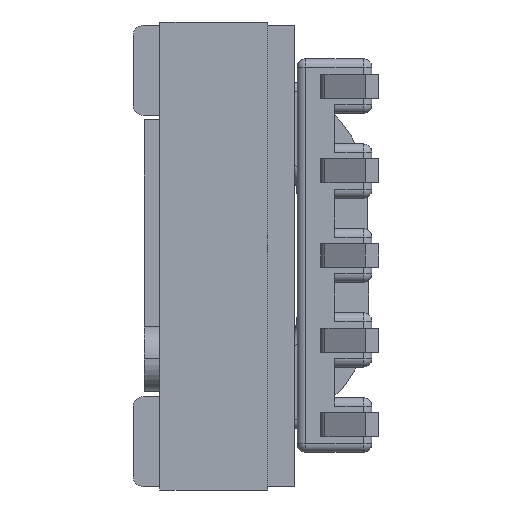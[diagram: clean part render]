
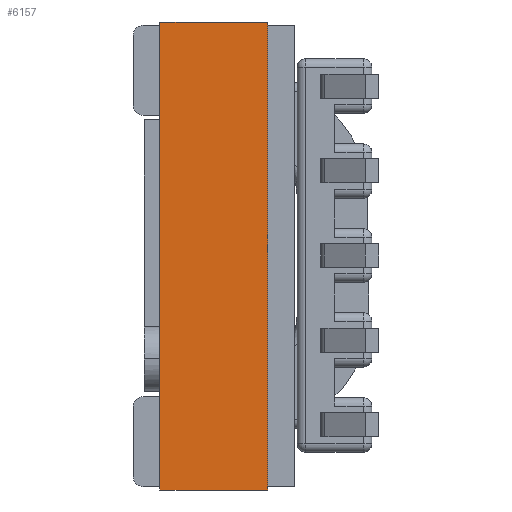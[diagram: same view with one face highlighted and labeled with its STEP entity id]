
A CAD part, left-side view. The second image highlights one B-rep face of the part: STEP entity #6157.
In plain terms, the highlighted planar face has unit normal (-1, 0, 0).
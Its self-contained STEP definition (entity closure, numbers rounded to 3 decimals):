
#232 = CARTESIAN_POINT ( 'NONE',  ( -0.102, 0.102, -3.18 ) ) ;
#644 = EDGE_CURVE ( 'NONE', #10938, #3475, #1698, .T. ) ;
#726 = DIRECTION ( 'NONE',  ( 0., 0., 1. ) ) ;
#1203 = VECTOR ( 'NONE', #5022, 1000. ) ;
#1281 = AXIS2_PLACEMENT_3D ( 'NONE', #12366, #6222, #13381 ) ;
#1698 = LINE ( 'NONE', #4571, #12359 ) ;
#2024 = VERTEX_POINT ( 'NONE', #232 ) ;
#3033 = ORIENTED_EDGE ( 'NONE', *, *, #12919, .F. ) ;
#3043 = LINE ( 'NONE', #6969, #11888 ) ;
#3467 = ORIENTED_EDGE ( 'NONE', *, *, #5190, .F. ) ;
#3475 = VERTEX_POINT ( 'NONE', #5812 ) ;
#3643 = LINE ( 'NONE', #13223, #1203 ) ;
#4571 = CARTESIAN_POINT ( 'NONE',  ( -0.102, -13.702, -3.18 ) ) ;
#4618 = FACE_OUTER_BOUND ( 'NONE', #10066, .T. ) ;
#4702 = DIRECTION ( 'NONE',  ( 0., 0., 1. ) ) ;
#5022 = DIRECTION ( 'NONE',  ( 0., -1., 0. ) ) ;
#5190 = EDGE_CURVE ( 'NONE', #2024, #7140, #3043, .T. ) ;
#5812 = CARTESIAN_POINT ( 'NONE',  ( -0.102, -13.702, 0. ) ) ;
#6157 = ADVANCED_FACE ( 'NONE', ( #4618 ), #8266, .T. ) ;
#6222 = DIRECTION ( 'NONE',  ( -1., 0., 0. ) ) ;
#6969 = CARTESIAN_POINT ( 'NONE',  ( -0.102, 0.102, -3.18 ) ) ;
#7106 = LINE ( 'NONE', #13342, #12533 ) ;
#7140 = VERTEX_POINT ( 'NONE', #10995 ) ;
#7245 = DIRECTION ( 'NONE',  ( 0., -1., 0. ) ) ;
#8266 = PLANE ( 'NONE',  #1281 ) ;
#9422 = EDGE_CURVE ( 'NONE', #2024, #10938, #3643, .T. ) ;
#10066 = EDGE_LOOP ( 'NONE', ( #3033, #3467, #10336, #10216 ) ) ;
#10216 = ORIENTED_EDGE ( 'NONE', *, *, #644, .T. ) ;
#10336 = ORIENTED_EDGE ( 'NONE', *, *, #9422, .T. ) ;
#10938 = VERTEX_POINT ( 'NONE', #13392 ) ;
#10995 = CARTESIAN_POINT ( 'NONE',  ( -0.102, 0.102, 0. ) ) ;
#11888 = VECTOR ( 'NONE', #726, 1000. ) ;
#12359 = VECTOR ( 'NONE', #4702, 1000. ) ;
#12366 = CARTESIAN_POINT ( 'NONE',  ( -0.102, -13.702, -3.18 ) ) ;
#12533 = VECTOR ( 'NONE', #7245, 1000. ) ;
#12919 = EDGE_CURVE ( 'NONE', #7140, #3475, #7106, .T. ) ;
#13223 = CARTESIAN_POINT ( 'NONE',  ( -0.102, -13.702, -3.18 ) ) ;
#13342 = CARTESIAN_POINT ( 'NONE',  ( -0.102, -13.702, 0. ) ) ;
#13381 = DIRECTION ( 'NONE',  ( 0., 0., 1. ) ) ;
#13392 = CARTESIAN_POINT ( 'NONE',  ( -0.102, -13.702, -3.18 ) ) ;
